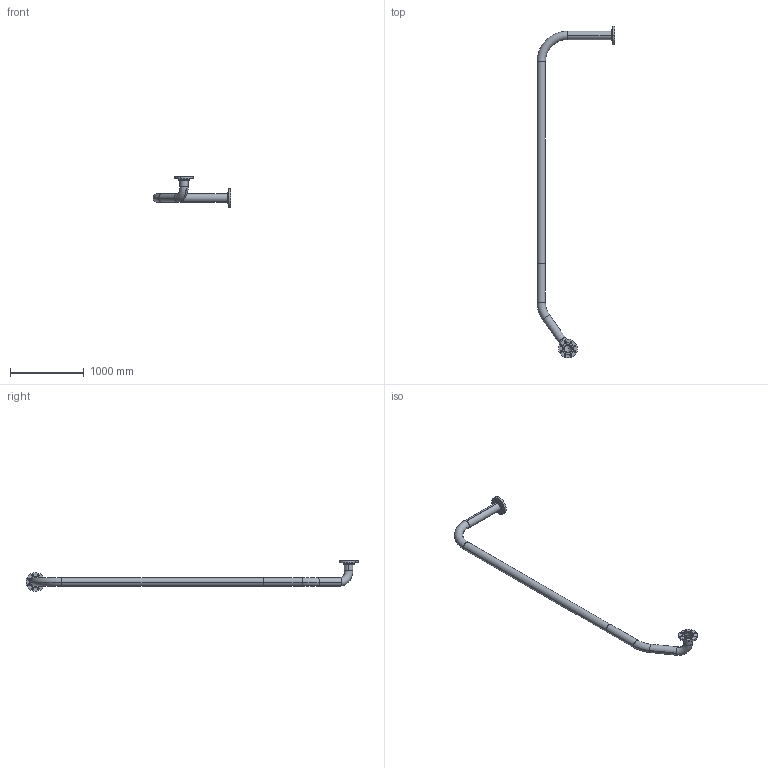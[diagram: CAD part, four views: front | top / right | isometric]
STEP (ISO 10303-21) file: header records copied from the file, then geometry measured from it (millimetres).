
FILE_DESCRIPTION (( 'STEP AP203' ), '1' );
FILE_NAME ('13-2919-1_REV_.step', '2026-01-19T23:27:03', ( '' ), ( '' ), 'SwSTEP 2.0', 'SolidWorks 2025', '' );
FILE_SCHEMA (( 'CONFIG_CONTROL_DESIGN' ));
Length unit declared in the file: millimetre
Products named in the file (6): J003435-51_Default<As Machined>; 13-2919-1_REV_; 13-2919-1-1_Default<As Machined>; OEM-100-LR-40-316L_Default<As Machined>; J003435-53_Default<As Machined>; OEM-100-300-SO-316L
Assembly tree (6 placements, depth 2):
  13-2919-1_REV_
    13-2919-1-1_Default<As Machined>
    J003435-53_Default<As Machined>
    OEM-100-LR-40-316L_Default<As Machined>
    OEM-100-300-SO-316L  x2
    J003435-51_Default<As Machined>
Bounding box: 1057.15 x 4503.57 x 417 mm (x, y, z)
Volume: 13440430.5 mm3; surface area: 3978860.7 mm2
Topology: 6 solids, 6 shells, 100 faces, 236 edges, 152 vertices
Faces by surface type: cylinder 68, plane 16, torus 16
Entity records: 2744 total; most frequent: DIRECTION 434, CARTESIAN_POINT 341, ORIENTED_EDGE 320, AXIS2_PLACEMENT_3D 195, EDGE_CURVE 160, CIRCLE 116, VERTEX_POINT 102, EDGE_LOOP 98
